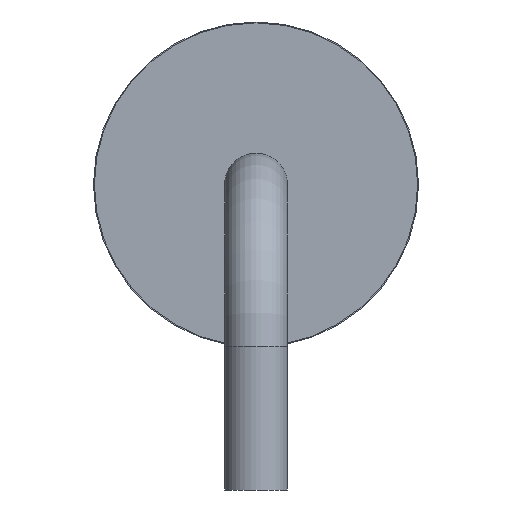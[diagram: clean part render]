
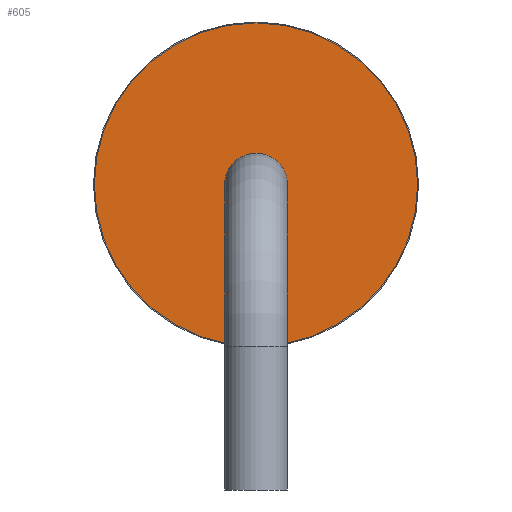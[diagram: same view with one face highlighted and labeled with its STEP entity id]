
A CAD part, left-side view. The second image highlights one B-rep face of the part: STEP entity #605.
In plain terms, the highlighted planar face has unit normal (-1, 0, 0).
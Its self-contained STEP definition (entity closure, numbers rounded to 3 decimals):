
#586 = VERTEX_POINT('',#587);
#587 = CARTESIAN_POINT('',(-4.75,1.8,1.9));
#593 = EDGE_CURVE('',#586,#586,#594,.T.);
#594 = CIRCLE('',#595,1.8);
#595 = AXIS2_PLACEMENT_3D('',#596,#597,#598);
#596 = CARTESIAN_POINT('',(-4.75,0.,1.9));
#597 = DIRECTION('',(-1.,0.,0.));
#598 = DIRECTION('',(0.,1.,0.));
#605 = ADVANCED_FACE('',(#606,#609),#620,.F.);
#606 = FACE_BOUND('',#607,.F.);
#607 = EDGE_LOOP('',(#608));
#608 = ORIENTED_EDGE('',*,*,#593,.F.);
#609 = FACE_BOUND('',#610,.F.);
#610 = EDGE_LOOP('',(#611));
#611 = ORIENTED_EDGE('',*,*,#612,.T.);
#612 = EDGE_CURVE('',#613,#613,#615,.T.);
#613 = VERTEX_POINT('',#614);
#614 = CARTESIAN_POINT('',(-4.75,0.35,1.9));
#615 = CIRCLE('',#616,0.35);
#616 = AXIS2_PLACEMENT_3D('',#617,#618,#619);
#617 = CARTESIAN_POINT('',(-4.75,0.,1.9));
#618 = DIRECTION('',(-1.,0.,0.));
#619 = DIRECTION('',(0.,1.,0.));
#620 = PLANE('',#621);
#621 = AXIS2_PLACEMENT_3D('',#622,#623,#624);
#622 = CARTESIAN_POINT('',(-4.75,0.,1.9));
#623 = DIRECTION('',(1.,0.,0.));
#624 = DIRECTION('',(0.,0.,-1.));
